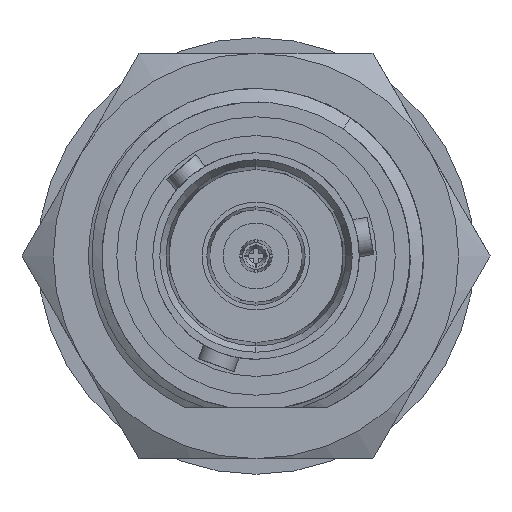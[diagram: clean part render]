
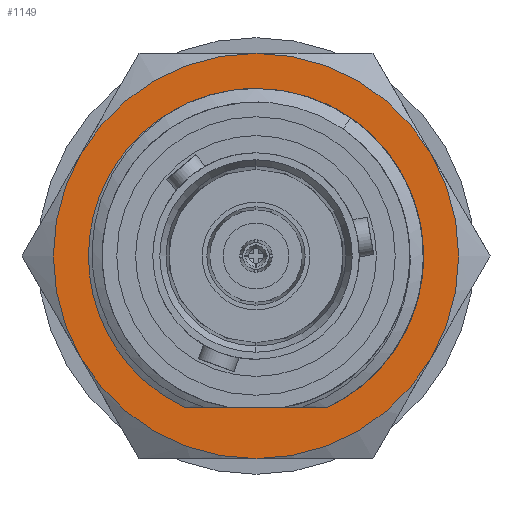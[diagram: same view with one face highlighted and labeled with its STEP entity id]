
A CAD part, left-side view. The second image highlights one B-rep face of the part: STEP entity #1149.
In plain terms, the highlighted face is planar.
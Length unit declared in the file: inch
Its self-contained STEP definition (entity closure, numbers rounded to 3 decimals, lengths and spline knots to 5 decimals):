
#314 = CARTESIAN_POINT ( 'NONE',  ( 0.04921, 0., 0. ) ) ;
#1149 = ADVANCED_FACE ( 'NONE', ( #23941, #38571 ), #1554, .T. ) ;
#1554 = PLANE ( 'NONE',  #22366 ) ;
#2530 = B_SPLINE_CURVE_WITH_KNOTS ( 'NONE', 3,
 ( #48788, #42219, #10764, #26828, #41969, #22207, #21729, #2838, #44550, #4468, #40827, #36838 ),
 .UNSPECIFIED., .F., .F.,
 ( 4, 2, 2, 2, 2, 4 ),
 ( 0., 0.00162, 0.00323, 0.00404, 0.00485, 0.00647 ),
 .UNSPECIFIED. ) ;
#2838 = CARTESIAN_POINT ( 'NONE',  ( 0.04921, -0.02298, -0.27925 ) ) ;
#3721 = DIRECTION ( 'NONE',  ( -1., 0., 0. ) ) ;
#4468 = CARTESIAN_POINT ( 'NONE',  ( 0.04921, -0.06442, -0.27329 ) ) ;
#4562 = CARTESIAN_POINT ( 'NONE',  ( 0.04921, 0., 0. ) ) ;
#4593 = AXIS2_PLACEMENT_3D ( 'NONE', #31504, #6684, #29534 ) ;
#4816 = EDGE_CURVE ( 'NONE', #20390, #32512, #49176, .T. ) ;
#5185 = CARTESIAN_POINT ( 'NONE',  ( 0.04921, 0., 0. ) ) ;
#6246 = EDGE_CURVE ( 'NONE', #27931, #6859, #14777, .T. ) ;
#6684 = DIRECTION ( 'NONE',  ( -1., 0., 0. ) ) ;
#6859 = VERTEX_POINT ( 'NONE', #46312 ) ;
#7056 = CARTESIAN_POINT ( 'NONE',  ( 0.04921, 0., 0. ) ) ;
#7206 = CARTESIAN_POINT ( 'NONE',  ( 0.04921, 0., 0. ) ) ;
#7639 = EDGE_LOOP ( 'NONE', ( #10667, #38247, #45447, #14275, #29923, #35890 ) ) ;
#7848 = CARTESIAN_POINT ( 'NONE',  ( 0.04921, 0., -0.375 ) ) ;
#10120 = CARTESIAN_POINT ( 'NONE',  ( 0.04921, -0.32476, 0.1875 ) ) ;
#10288 = DIRECTION ( 'NONE',  ( -1., 0., 0. ) ) ;
#10412 = DIRECTION ( 'NONE',  ( -1., 0., 0. ) ) ;
#10539 = CARTESIAN_POINT ( 'NONE',  ( 0.04921, 0., 0.375 ) ) ;
#10667 = ORIENTED_EDGE ( 'NONE', *, *, #23128, .F. ) ;
#10764 = CARTESIAN_POINT ( 'NONE',  ( 0.04921, 0.1013, -0.26189 ) ) ;
#10779 = DIRECTION ( 'NONE',  ( 0., 0., 1. ) ) ;
#11139 = CIRCLE ( 'NONE', #26208, 0.375 ) ;
#11324 = EDGE_CURVE ( 'NONE', #27008, #12312, #22243, .T. ) ;
#11726 = DIRECTION ( 'NONE',  ( -1., 0., 0. ) ) ;
#12312 = VERTEX_POINT ( 'NONE', #7848 ) ;
#14275 = ORIENTED_EDGE ( 'NONE', *, *, #6246, .F. ) ;
#14777 = CIRCLE ( 'NONE', #48896, 0.375 ) ;
#15919 = ORIENTED_EDGE ( 'NONE', *, *, #27872, .T. ) ;
#16629 = AXIS2_PLACEMENT_3D ( 'NONE', #7056, #10288, #10779 ) ;
#16745 = DIRECTION ( 'NONE',  ( 0., 0., -1. ) ) ;
#17907 = DIRECTION ( 'NONE',  ( 0., 0., 1. ) ) ;
#19213 = DIRECTION ( 'NONE',  ( 0., 0., 1. ) ) ;
#19231 = CIRCLE ( 'NONE', #40635, 0.375 ) ;
#20390 = VERTEX_POINT ( 'NONE', #24157 ) ;
#21729 = CARTESIAN_POINT ( 'NONE',  ( 0.04921, -0.00203, -0.28019 ) ) ;
#21863 = DIRECTION ( 'NONE',  ( 0., 0., 1. ) ) ;
#22207 = CARTESIAN_POINT ( 'NONE',  ( 0.04921, 0.00856, -0.28007 ) ) ;
#22243 = CIRCLE ( 'NONE', #26202, 0.375 ) ;
#22366 = AXIS2_PLACEMENT_3D ( 'NONE', #4562, #31602, #16745 ) ;
#23128 = EDGE_CURVE ( 'NONE', #12312, #20390, #19231, .T. ) ;
#23301 = CARTESIAN_POINT ( 'NONE',  ( 0.04921, 0.13933, -0.24287 ) ) ;
#23941 = FACE_BOUND ( 'NONE', #31692, .T. ) ;
#24157 = CARTESIAN_POINT ( 'NONE',  ( 0.04921, -0.32476, -0.1875 ) ) ;
#25287 = DIRECTION ( 'NONE',  ( 0., 0., 1. ) ) ;
#25545 = DIRECTION ( 'NONE',  ( -1., 0., 0. ) ) ;
#26024 = CARTESIAN_POINT ( 'NONE',  ( 0.04921, 0., 0. ) ) ;
#26202 = AXIS2_PLACEMENT_3D ( 'NONE', #7206, #3721, #17907 ) ;
#26208 = AXIS2_PLACEMENT_3D ( 'NONE', #314, #11726, #19213 ) ;
#26828 = CARTESIAN_POINT ( 'NONE',  ( 0.04921, 0.06091, -0.27411 ) ) ;
#26954 = CARTESIAN_POINT ( 'NONE',  ( 0.04921, 0.32476, -0.1875 ) ) ;
#27008 = VERTEX_POINT ( 'NONE', #26954 ) ;
#27723 = AXIS2_PLACEMENT_3D ( 'NONE', #44438, #10412, #21863 ) ;
#27872 = EDGE_CURVE ( 'NONE', #48953, #35786, #38824, .T. ) ;
#27931 = VERTEX_POINT ( 'NONE', #10539 ) ;
#29534 = DIRECTION ( 'NONE',  ( 0., 0., 1. ) ) ;
#29923 = ORIENTED_EDGE ( 'NONE', *, *, #45228, .F. ) ;
#31504 = CARTESIAN_POINT ( 'NONE',  ( 0.04921, 0., 0. ) ) ;
#31602 = DIRECTION ( 'NONE',  ( 1., 0., 0. ) ) ;
#31692 = EDGE_LOOP ( 'NONE', ( #37273, #15919 ) ) ;
#31761 = DIRECTION ( 'NONE',  ( -1., 0., 0. ) ) ;
#32512 = VERTEX_POINT ( 'NONE', #10120 ) ;
#35729 = DIRECTION ( 'NONE',  ( 0., 0., 1. ) ) ;
#35786 = VERTEX_POINT ( 'NONE', #23301 ) ;
#35890 = ORIENTED_EDGE ( 'NONE', *, *, #4816, .F. ) ;
#36318 = CIRCLE ( 'NONE', #4593, 0.375 ) ;
#36838 = CARTESIAN_POINT ( 'NONE',  ( 0.04921, -0.10466, -0.2597 ) ) ;
#36877 = CARTESIAN_POINT ( 'NONE',  ( 0.04921, -0.10466, -0.2597 ) ) ;
#37273 = ORIENTED_EDGE ( 'NONE', *, *, #41683, .T. ) ;
#38247 = ORIENTED_EDGE ( 'NONE', *, *, #11324, .F. ) ;
#38571 = FACE_OUTER_BOUND ( 'NONE', #7639, .T. ) ;
#38824 = CIRCLE ( 'NONE', #16629, 0.28 ) ;
#40635 = AXIS2_PLACEMENT_3D ( 'NONE', #26024, #25545, #25287 ) ;
#40827 = CARTESIAN_POINT ( 'NONE',  ( 0.04921, -0.08498, -0.26764 ) ) ;
#41683 = EDGE_CURVE ( 'NONE', #35786, #48953, #2530, .T. ) ;
#41905 = EDGE_CURVE ( 'NONE', #6859, #27008, #36318, .T. ) ;
#41969 = CARTESIAN_POINT ( 'NONE',  ( 0.04921, 0.04025, -0.2779 ) ) ;
#42219 = CARTESIAN_POINT ( 'NONE',  ( 0.04921, 0.12092, -0.25343 ) ) ;
#44438 = CARTESIAN_POINT ( 'NONE',  ( 0.04921, 0., 0. ) ) ;
#44550 = CARTESIAN_POINT ( 'NONE',  ( 0.04921, -0.03339, -0.2782 ) ) ;
#45228 = EDGE_CURVE ( 'NONE', #32512, #27931, #11139, .T. ) ;
#45447 = ORIENTED_EDGE ( 'NONE', *, *, #41905, .F. ) ;
#46312 = CARTESIAN_POINT ( 'NONE',  ( 0.04921, 0.32476, 0.1875 ) ) ;
#48788 = CARTESIAN_POINT ( 'NONE',  ( 0.04921, 0.13933, -0.24287 ) ) ;
#48896 = AXIS2_PLACEMENT_3D ( 'NONE', #5185, #31761, #35729 ) ;
#48953 = VERTEX_POINT ( 'NONE', #36877 ) ;
#49176 = CIRCLE ( 'NONE', #27723, 0.375 ) ;
